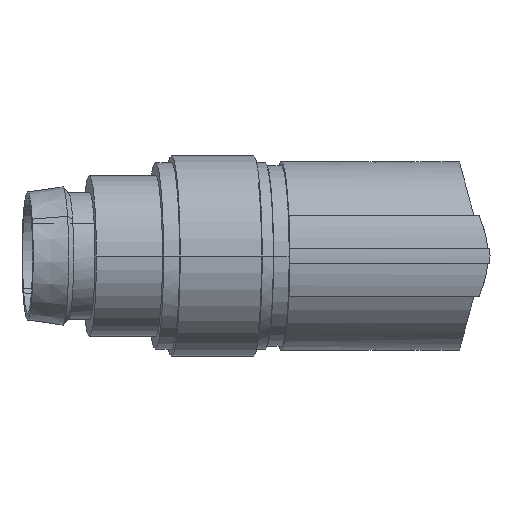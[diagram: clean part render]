
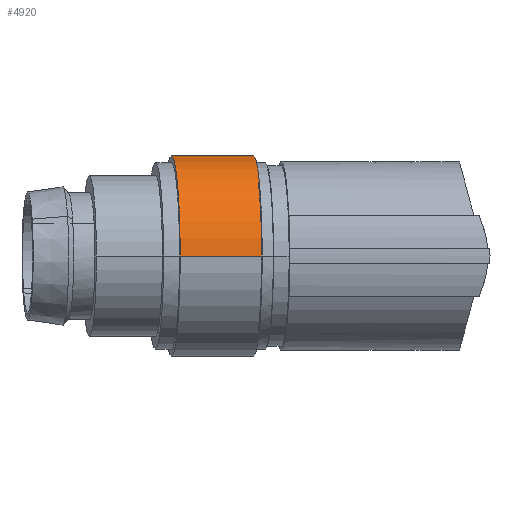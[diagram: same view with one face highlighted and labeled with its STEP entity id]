
A CAD part, left-side view. The second image highlights one B-rep face of the part: STEP entity #4920.
In plain terms, the highlighted cylindrical face has radius 5 mm (diameter 10 mm), a partial arc.
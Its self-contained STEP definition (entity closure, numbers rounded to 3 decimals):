
#4380=CARTESIAN_POINT('',(-23.28,6.983,
0.));
#4390=DIRECTION('',(0.087,-0.996,
0.));
#4400=DIRECTION('',(-0.996,-0.087,
0.));
#4410=AXIS2_PLACEMENT_3D('',#4380,#4390,#4400);
#4420=CIRCLE('',#4410,5.);
#4430=CARTESIAN_POINT('',(-28.261,6.548,
0.));
#4440=VERTEX_POINT('',#4430);
#4450=CARTESIAN_POINT('',(-18.299,7.419,
0.));
#4460=VERTEX_POINT('',#4450);
#4490=EDGE_CURVE('',#4460,#4440,#4420,.T.);
#4610=CARTESIAN_POINT('',(-23.28,6.983,
0.));
#4620=DIRECTION('',(0.087,-0.996,
0.));
#4630=DIRECTION('',(-0.996,-0.087,
0.));
#4640=AXIS2_PLACEMENT_3D('',#4610,#4620,#4630);
#4650=CYLINDRICAL_SURFACE('',#4640,5.);
#4660=CARTESIAN_POINT('',(-18.299,7.419,
0.));
#4670=DIRECTION('',(0.087,-0.996,
0.));
#4680=VECTOR('',#4670,1.);
#4690=LINE('',#4660,#4680);
#4700=CARTESIAN_POINT('',(-18.657,11.504,
0.));
#4710=VERTEX_POINT('',#4700);
#4720=EDGE_CURVE('',#4710,#4460,#4690,.T.);
#4730=ORIENTED_EDGE('',*,*,#4720,.F.);
#4740=ORIENTED_EDGE('',*,*,#4490,.F.);
#4750=CARTESIAN_POINT('',(-28.261,6.548,
0.));
#4760=DIRECTION('',(0.087,-0.996,
0.));
#4770=VECTOR('',#4760,1.);
#4780=LINE('',#4750,#4770);
#4790=CARTESIAN_POINT('',(-28.619,10.632,
0.));
#4800=VERTEX_POINT('',#4790);
#4810=EDGE_CURVE('',#4800,#4440,#4780,.T.);
#4820=ORIENTED_EDGE('',*,*,#4810,.T.);
#4830=CARTESIAN_POINT('',(-23.638,11.068,
0.));
#4840=DIRECTION('',(0.087,-0.996,
0.));
#4850=DIRECTION('',(-0.996,-0.087,
0.));
#4860=AXIS2_PLACEMENT_3D('',#4830,#4840,#4850);
#4870=CIRCLE('',#4860,5.);
#4880=EDGE_CURVE('',#4710,#4800,#4870,.T.);
#4890=ORIENTED_EDGE('',*,*,#4880,.T.);
#4900=EDGE_LOOP('',(#4890,#4820,#4740,#4730));
#4910=FACE_OUTER_BOUND('',#4900,.T.);
#4920=ADVANCED_FACE('',(#4910),#4650,.T.);
